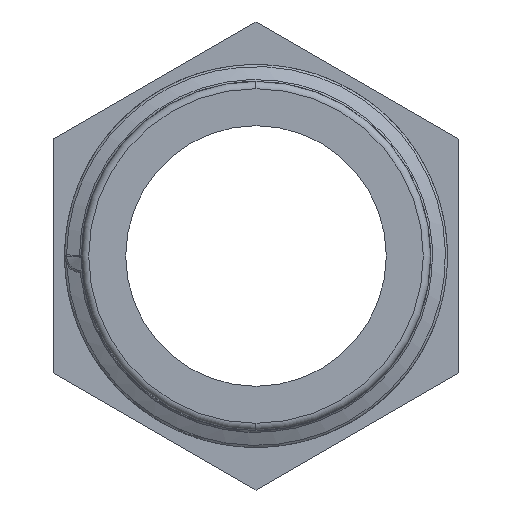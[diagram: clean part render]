
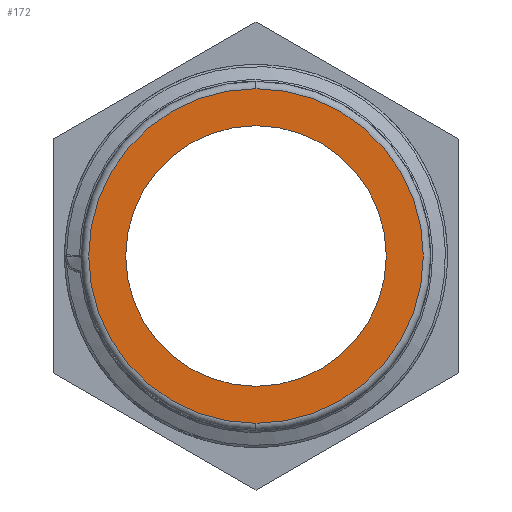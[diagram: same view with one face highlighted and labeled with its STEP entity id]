
A CAD part, left-side view. The second image highlights one B-rep face of the part: STEP entity #172.
In plain terms, the highlighted planar face has unit normal (-1, 0, 0).
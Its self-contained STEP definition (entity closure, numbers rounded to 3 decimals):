
#34 = EDGE_CURVE ( 'NONE', #7437, #7384, #990, .T. ) ;
#35 = EDGE_CURVE ( 'NONE', #7381, #7389, #988, .T. ) ;
#61 = EDGE_CURVE ( 'NONE', #7384, #7437, #944, .T. ) ;
#73 = EDGE_CURVE ( 'NONE', #7389, #7381, #1006, .T. ) ;
#172 = ADVANCED_FACE ( 'NONE', ( #3471, #3467 ), #3472, .F. ) ;
#271 = CARTESIAN_POINT ( 'NONE',  ( -39., 0., 0. ) ) ;
#272 = DIRECTION ( 'NONE',  ( -1., 0., 0. ) ) ;
#273 = DIRECTION ( 'NONE',  ( 0., 0., 1. ) ) ;
#347 = CARTESIAN_POINT ( 'NONE',  ( -39., 0., 0. ) ) ;
#348 = DIRECTION ( 'NONE',  ( -1., 0., 0. ) ) ;
#349 = DIRECTION ( 'NONE',  ( 0., 0., -1. ) ) ;
#944 = CIRCLE ( 'NONE', #946, 9. ) ;
#946 = AXIS2_PLACEMENT_3D ( 'NONE', #271, #272, #273 ) ;
#984 = AXIS2_PLACEMENT_3D ( 'NONE', #1414, #1415, #1416 ) ;
#985 = AXIS2_PLACEMENT_3D ( 'NONE', #1409, #1410, #1411 ) ;
#988 = CIRCLE ( 'NONE', #984, 11.558 ) ;
#990 = CIRCLE ( 'NONE', #985, 9. ) ;
#1006 = CIRCLE ( 'NONE', #1010, 11.558 ) ;
#1010 = AXIS2_PLACEMENT_3D ( 'NONE', #347, #348, #349 ) ;
#1109 = AXIS2_PLACEMENT_3D ( 'NONE', #3458, #3474, #3475 ) ;
#1409 = CARTESIAN_POINT ( 'NONE',  ( -39., 0., 0. ) ) ;
#1410 = DIRECTION ( 'NONE',  ( -1., 0., 0. ) ) ;
#1411 = DIRECTION ( 'NONE',  ( 0., 0., 1. ) ) ;
#1414 = CARTESIAN_POINT ( 'NONE',  ( -39., 0., 0. ) ) ;
#1415 = DIRECTION ( 'NONE',  ( -1., 0., 0. ) ) ;
#1416 = DIRECTION ( 'NONE',  ( 0., 0., -1. ) ) ;
#3458 = CARTESIAN_POINT ( 'NONE',  ( -39., 9., 0. ) ) ;
#3467 = FACE_BOUND ( 'NONE', #7495, .T. ) ;
#3471 = FACE_OUTER_BOUND ( 'NONE', #7498, .T. ) ;
#3472 = PLANE ( 'NONE',  #1109 ) ;
#3474 = DIRECTION ( 'NONE',  ( 1., 0., 0. ) ) ;
#3475 = DIRECTION ( 'NONE',  ( 0., 0., -1. ) ) ;
#5155 = CARTESIAN_POINT ( 'NONE',  ( -39., 0., -11.558 ) ) ;
#5158 = CARTESIAN_POINT ( 'NONE',  ( -39., 0., -9. ) ) ;
#5163 = CARTESIAN_POINT ( 'NONE',  ( -39., 0., 11.558 ) ) ;
#5211 = CARTESIAN_POINT ( 'NONE',  ( -39., 0., 9. ) ) ;
#7381 = VERTEX_POINT ( 'NONE', #5155 ) ;
#7384 = VERTEX_POINT ( 'NONE', #5158 ) ;
#7389 = VERTEX_POINT ( 'NONE', #5163 ) ;
#7437 = VERTEX_POINT ( 'NONE', #5211 ) ;
#7495 = EDGE_LOOP ( 'NONE', ( #8995, #8996 ) ) ;
#7498 = EDGE_LOOP ( 'NONE', ( #8993, #8994 ) ) ;
#8993 = ORIENTED_EDGE ( 'NONE', *, *, #35, .T. ) ;
#8994 = ORIENTED_EDGE ( 'NONE', *, *, #73, .T. ) ;
#8995 = ORIENTED_EDGE ( 'NONE', *, *, #34, .F. ) ;
#8996 = ORIENTED_EDGE ( 'NONE', *, *, #61, .F. ) ;
